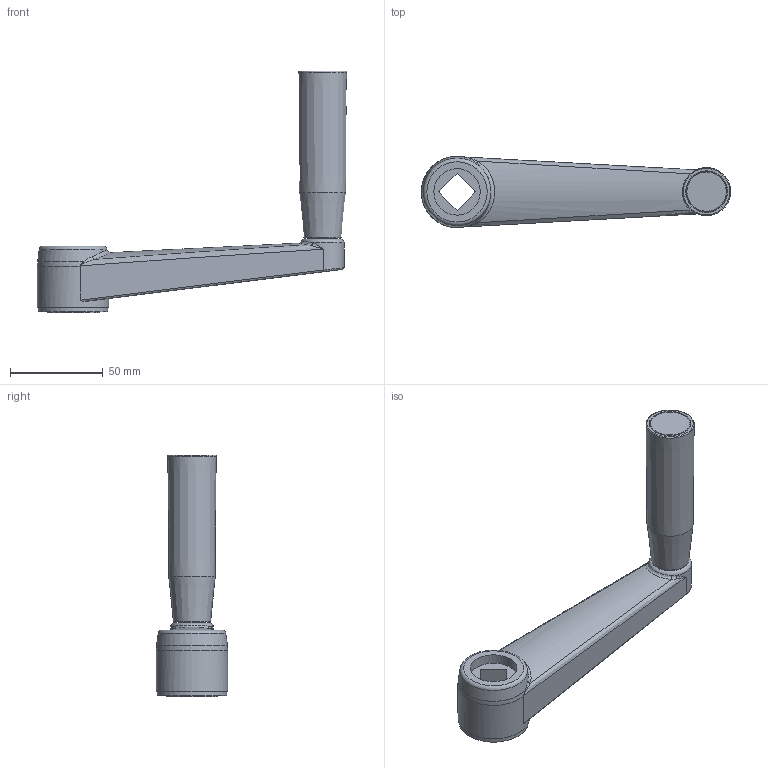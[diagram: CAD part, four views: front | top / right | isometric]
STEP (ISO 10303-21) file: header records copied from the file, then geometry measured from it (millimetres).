
FILE_DESCRIPTION( ( 'Unknown' ), '1' );
FILE_NAME( '6384450_MHQ130_MEP.stp', 'Unknown', ( 'Unknown' ), ( 'Unknown' ), 'PSStep 11.0', 'Unknown', ' ' );
FILE_SCHEMA( ( 'AUTOMOTIVE_DESIGN { 1 0 10303 214 1 1 1 1 }' ) );
Length unit declared in the file: millimetre
Products named in the file (1): 1801076
Bounding box: 166.63 x 38.5 x 130.25 mm (x, y, z)
Volume: 108857.3 mm3; surface area: 45243 mm2
Topology: 1 solids, 2 shells, 293 faces, 732 edges, 457 vertices
Faces by surface type: plane 139, cylinder 57, bspline 46, cone 30, torus 21
Full cylindrical faces by diameter (mm): 4.1 x1, 5.3 x1, 6.5 x1, 6.647 x1, 8.7 x1, 9.6 x1, 10.2 x1, 10.75 x3, 11 x1, 12.15 x1, 13 x1, 13.06 x1, 17.28 x1, 21.6 x2, 22 x1, 25 x1, 28 x1, 37.31 x1, 38.5 x1
Entity records: 16108 total; most frequent: CARTESIAN_POINT 7427, ORIENTED_EDGE 1300, DIRECTION 1252, EDGE_CURVE 650, AXIS2_PLACEMENT_3D 483, VERTEX_POINT 432, EDGE_LOOP 365, FACE_OUTER_BOUND 327
